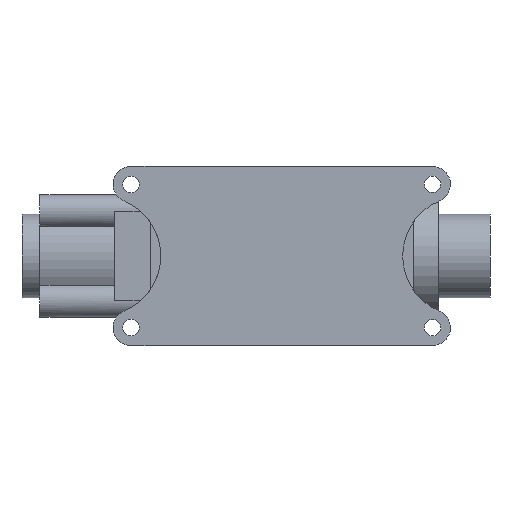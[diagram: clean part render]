
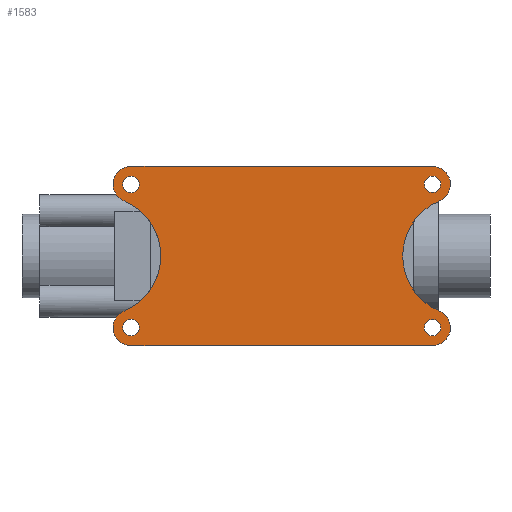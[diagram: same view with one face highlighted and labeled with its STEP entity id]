
A CAD part, front view. The second image highlights one B-rep face of the part: STEP entity #1583.
In plain terms, the highlighted planar face has unit normal (0, -1, 0).
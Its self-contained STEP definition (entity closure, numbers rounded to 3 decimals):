
#2 = CARTESIAN_POINT ( 'NONE',  ( 141., -40., -60. ) ) ;
#18 = DIRECTION ( 'NONE',  ( 0., 1., 0. ) ) ;
#43 = CARTESIAN_POINT ( 'NONE',  ( 141., -40., -48. ) ) ;
#75 = VERTEX_POINT ( 'NONE', #2811 ) ;
#79 = CARTESIAN_POINT ( 'NONE',  ( 145.615, -40., -36.923 ) ) ;
#101 = CARTESIAN_POINT ( 'NONE',  ( 141., -40., 60. ) ) ;
#133 = DIRECTION ( 'NONE',  ( 0., -1., 0. ) ) ;
#145 = VERTEX_POINT ( 'NONE', #2996 ) ;
#146 = DIRECTION ( 'NONE',  ( 0., 1., 0. ) ) ;
#164 = VECTOR ( 'NONE', #3464, 1000. ) ;
#165 = DIRECTION ( 'NONE',  ( 0., 1., 0. ) ) ;
#174 = EDGE_CURVE ( 'NONE', #145, #2058, #3206, .T. ) ;
#210 = DIRECTION ( 'NONE',  ( 0., 0., 1. ) ) ;
#244 = ORIENTED_EDGE ( 'NONE', *, *, #3916, .F. ) ;
#258 = EDGE_CURVE ( 'NONE', #833, #75, #1533, .T. ) ;
#272 = ORIENTED_EDGE ( 'NONE', *, *, #3740, .T. ) ;
#307 = CIRCLE ( 'NONE', #1274, 5.5 ) ;
#423 = VERTEX_POINT ( 'NONE', #79 ) ;
#477 = VERTEX_POINT ( 'NONE', #101 ) ;
#483 = ORIENTED_EDGE ( 'NONE', *, *, #2779, .T. ) ;
#498 = CARTESIAN_POINT ( 'NONE',  ( 141., -40., 53.5 ) ) ;
#530 = CIRCLE ( 'NONE', #3904, 5.5 ) ;
#627 = CARTESIAN_POINT ( 'NONE',  ( -61., -40., -48. ) ) ;
#635 = EDGE_LOOP ( 'NONE', ( #1252, #2750, #4143, #244, #2924, #3669, #1171, #3599 ) ) ;
#656 = LINE ( 'NONE', #2069, #164 ) ;
#724 = CARTESIAN_POINT ( 'NONE',  ( -61., -40., -48. ) ) ;
#733 = DIRECTION ( 'NONE',  ( 0., 0., 1. ) ) ;
#796 = ORIENTED_EDGE ( 'NONE', *, *, #2124, .T. ) ;
#817 = CARTESIAN_POINT ( 'NONE',  ( 141., -40., 48. ) ) ;
#833 = VERTEX_POINT ( 'NONE', #849 ) ;
#849 = CARTESIAN_POINT ( 'NONE',  ( 141., -40., -53.5 ) ) ;
#860 = FACE_BOUND ( 'NONE', #2536, .T. ) ;
#865 = VERTEX_POINT ( 'NONE', #2407 ) ;
#901 = AXIS2_PLACEMENT_3D ( 'NONE', #3364, #165, #210 ) ;
#917 = CIRCLE ( 'NONE', #4447, 5.5 ) ;
#976 = DIRECTION ( 'NONE',  ( 0., 1., 0. ) ) ;
#1043 = CIRCLE ( 'NONE', #3174, 12. ) ;
#1171 = ORIENTED_EDGE ( 'NONE', *, *, #1958, .F. ) ;
#1197 = AXIS2_PLACEMENT_3D ( 'NONE', #3715, #4367, #4021 ) ;
#1213 = FACE_BOUND ( 'NONE', #1890, .T. ) ;
#1234 = PLANE ( 'NONE',  #4250 ) ;
#1252 = ORIENTED_EDGE ( 'NONE', *, *, #1626, .F. ) ;
#1273 = EDGE_LOOP ( 'NONE', ( #4154, #4011 ) ) ;
#1274 = AXIS2_PLACEMENT_3D ( 'NONE', #1521, #3497, #2899 ) ;
#1300 = CARTESIAN_POINT ( 'NONE',  ( -65.615, -40., -36.923 ) ) ;
#1325 = DIRECTION ( 'NONE',  ( 0., 0., 1. ) ) ;
#1390 = ORIENTED_EDGE ( 'NONE', *, *, #3355, .T. ) ;
#1435 = DIRECTION ( 'NONE',  ( 0., 0., 1. ) ) ;
#1440 = CIRCLE ( 'NONE', #2600, 40. ) ;
#1445 = EDGE_CURVE ( 'NONE', #2695, #477, #3878, .T. ) ;
#1521 = CARTESIAN_POINT ( 'NONE',  ( -61., -40., 48. ) ) ;
#1533 = CIRCLE ( 'NONE', #4319, 5.5 ) ;
#1557 = CARTESIAN_POINT ( 'NONE',  ( -65.615, -40., 36.923 ) ) ;
#1566 = DIRECTION ( 'NONE',  ( 0., 0., 1. ) ) ;
#1583 = ADVANCED_FACE ( 'NONE', ( #4360, #1213, #860, #1585, #2968 ), #1234, .F. ) ;
#1585 = FACE_BOUND ( 'NONE', #1273, .T. ) ;
#1609 = CARTESIAN_POINT ( 'NONE',  ( -61., -40., 48. ) ) ;
#1626 = EDGE_CURVE ( 'NONE', #477, #4376, #3220, .T. ) ;
#1631 = DIRECTION ( 'NONE',  ( 0., 0., -1. ) ) ;
#1643 = CARTESIAN_POINT ( 'NONE',  ( -61., -40., 60. ) ) ;
#1727 = CARTESIAN_POINT ( 'NONE',  ( 145.615, -40., 36.923 ) ) ;
#1746 = DIRECTION ( 'NONE',  ( 0., 1., 0. ) ) ;
#1812 = CARTESIAN_POINT ( 'NONE',  ( 141., -40., -48. ) ) ;
#1860 = CIRCLE ( 'NONE', #4426, 5.5 ) ;
#1886 = VERTEX_POINT ( 'NONE', #1557 ) ;
#1890 = EDGE_LOOP ( 'NONE', ( #4273, #796 ) ) ;
#1911 = CIRCLE ( 'NONE', #3293, 12. ) ;
#1919 = CARTESIAN_POINT ( 'NONE',  ( -81., -40., 0. ) ) ;
#1958 = EDGE_CURVE ( 'NONE', #423, #3452, #1911, .T. ) ;
#2050 = CIRCLE ( 'NONE', #4543, 5.5 ) ;
#2058 = VERTEX_POINT ( 'NONE', #1300 ) ;
#2069 = CARTESIAN_POINT ( 'NONE',  ( -61., -40., -60. ) ) ;
#2070 = DIRECTION ( 'NONE',  ( 0., 0., 1. ) ) ;
#2124 = EDGE_CURVE ( 'NONE', #2343, #2728, #2050, .T. ) ;
#2127 = AXIS2_PLACEMENT_3D ( 'NONE', #3109, #3733, #3413 ) ;
#2138 = DIRECTION ( 'NONE',  ( 0., 1., 0. ) ) ;
#2187 = CARTESIAN_POINT ( 'NONE',  ( -61., -40., -53.5 ) ) ;
#2223 = DIRECTION ( 'NONE',  ( 0., 1., 0. ) ) ;
#2233 = VERTEX_POINT ( 'NONE', #2456 ) ;
#2234 = CIRCLE ( 'NONE', #3997, 5.5 ) ;
#2248 = DIRECTION ( 'NONE',  ( 0., 0., 1. ) ) ;
#2264 = AXIS2_PLACEMENT_3D ( 'NONE', #2340, #976, #4434 ) ;
#2340 = CARTESIAN_POINT ( 'NONE',  ( -61., -40., -48. ) ) ;
#2343 = VERTEX_POINT ( 'NONE', #3240 ) ;
#2407 = CARTESIAN_POINT ( 'NONE',  ( 141., -40., 42.5 ) ) ;
#2415 = DIRECTION ( 'NONE',  ( 0., 1., 0. ) ) ;
#2456 = CARTESIAN_POINT ( 'NONE',  ( -61., -40., 53.5 ) ) ;
#2536 = EDGE_LOOP ( 'NONE', ( #2893, #272 ) ) ;
#2591 = VERTEX_POINT ( 'NONE', #2709 ) ;
#2600 = AXIS2_PLACEMENT_3D ( 'NONE', #1919, #133, #3962 ) ;
#2626 = CARTESIAN_POINT ( 'NONE',  ( 141., -40., 48. ) ) ;
#2673 = DIRECTION ( 'NONE',  ( 0., 1., 0. ) ) ;
#2695 = VERTEX_POINT ( 'NONE', #1643 ) ;
#2709 = CARTESIAN_POINT ( 'NONE',  ( -61., -40., 42.5 ) ) ;
#2728 = VERTEX_POINT ( 'NONE', #2187 ) ;
#2733 = CIRCLE ( 'NONE', #901, 5.5 ) ;
#2750 = ORIENTED_EDGE ( 'NONE', *, *, #1445, .F. ) ;
#2779 = EDGE_CURVE ( 'NONE', #865, #4234, #1860, .T. ) ;
#2811 = CARTESIAN_POINT ( 'NONE',  ( 141., -40., -42.5 ) ) ;
#2848 = EDGE_CURVE ( 'NONE', #2233, #2591, #307, .T. ) ;
#2893 = ORIENTED_EDGE ( 'NONE', *, *, #258, .T. ) ;
#2899 = DIRECTION ( 'NONE',  ( 0., 0., 1. ) ) ;
#2924 = ORIENTED_EDGE ( 'NONE', *, *, #174, .F. ) ;
#2926 = EDGE_CURVE ( 'NONE', #1886, #2695, #1043, .T. ) ;
#2955 = EDGE_CURVE ( 'NONE', #4376, #423, #3989, .T. ) ;
#2968 = FACE_BOUND ( 'NONE', #3986, .T. ) ;
#2996 = CARTESIAN_POINT ( 'NONE',  ( -61., -40., -60. ) ) ;
#3106 = EDGE_CURVE ( 'NONE', #3452, #145, #656, .T. ) ;
#3109 = CARTESIAN_POINT ( 'NONE',  ( 141., -40., 48. ) ) ;
#3174 = AXIS2_PLACEMENT_3D ( 'NONE', #1609, #2673, #1631 ) ;
#3206 = CIRCLE ( 'NONE', #2264, 12. ) ;
#3220 = CIRCLE ( 'NONE', #2127, 12. ) ;
#3240 = CARTESIAN_POINT ( 'NONE',  ( -61., -40., -42.5 ) ) ;
#3293 = AXIS2_PLACEMENT_3D ( 'NONE', #3338, #2223, #3990 ) ;
#3338 = CARTESIAN_POINT ( 'NONE',  ( 141., -40., -48. ) ) ;
#3355 = EDGE_CURVE ( 'NONE', #4234, #865, #2733, .T. ) ;
#3364 = CARTESIAN_POINT ( 'NONE',  ( 141., -40., 48. ) ) ;
#3413 = DIRECTION ( 'NONE',  ( 0., 0., 1. ) ) ;
#3452 = VERTEX_POINT ( 'NONE', #2 ) ;
#3464 = DIRECTION ( 'NONE',  ( -1., 0., 0. ) ) ;
#3479 = CARTESIAN_POINT ( 'NONE',  ( -61., -40., 48. ) ) ;
#3497 = DIRECTION ( 'NONE',  ( 0., 1., 0. ) ) ;
#3599 = ORIENTED_EDGE ( 'NONE', *, *, #2955, .F. ) ;
#3669 = ORIENTED_EDGE ( 'NONE', *, *, #3106, .F. ) ;
#3690 = DIRECTION ( 'NONE',  ( 0., 1., 0. ) ) ;
#3715 = CARTESIAN_POINT ( 'NONE',  ( 161., -40., 0. ) ) ;
#3733 = DIRECTION ( 'NONE',  ( 0., 1., 0. ) ) ;
#3740 = EDGE_CURVE ( 'NONE', #75, #833, #2234, .T. ) ;
#3808 = VECTOR ( 'NONE', #4206, 1000. ) ;
#3832 = EDGE_CURVE ( 'NONE', #2591, #2233, #530, .T. ) ;
#3878 = LINE ( 'NONE', #4161, #3808 ) ;
#3904 = AXIS2_PLACEMENT_3D ( 'NONE', #3479, #2415, #733 ) ;
#3916 = EDGE_CURVE ( 'NONE', #2058, #1886, #1440, .T. ) ;
#3962 = DIRECTION ( 'NONE',  ( 0., 0., 1. ) ) ;
#3986 = EDGE_LOOP ( 'NONE', ( #483, #1390 ) ) ;
#3989 = CIRCLE ( 'NONE', #1197, 40. ) ;
#3990 = DIRECTION ( 'NONE',  ( 0., 0., -1. ) ) ;
#3997 = AXIS2_PLACEMENT_3D ( 'NONE', #43, #18, #1435 ) ;
#4011 = ORIENTED_EDGE ( 'NONE', *, *, #2848, .T. ) ;
#4021 = DIRECTION ( 'NONE',  ( 0., 0., -1. ) ) ;
#4143 = ORIENTED_EDGE ( 'NONE', *, *, #2926, .F. ) ;
#4154 = ORIENTED_EDGE ( 'NONE', *, *, #3832, .T. ) ;
#4161 = CARTESIAN_POINT ( 'NONE',  ( -61., -40., 60. ) ) ;
#4206 = DIRECTION ( 'NONE',  ( 1., 0., 0. ) ) ;
#4234 = VERTEX_POINT ( 'NONE', #498 ) ;
#4250 = AXIS2_PLACEMENT_3D ( 'NONE', #2626, #3690, #4406 ) ;
#4273 = ORIENTED_EDGE ( 'NONE', *, *, #4539, .T. ) ;
#4319 = AXIS2_PLACEMENT_3D ( 'NONE', #1812, #1746, #2070 ) ;
#4360 = FACE_OUTER_BOUND ( 'NONE', #635, .T. ) ;
#4367 = DIRECTION ( 'NONE',  ( 0., -1., 0. ) ) ;
#4376 = VERTEX_POINT ( 'NONE', #1727 ) ;
#4406 = DIRECTION ( 'NONE',  ( 0., 0., 1. ) ) ;
#4426 = AXIS2_PLACEMENT_3D ( 'NONE', #817, #146, #1566 ) ;
#4434 = DIRECTION ( 'NONE',  ( 0., 0., 1. ) ) ;
#4447 = AXIS2_PLACEMENT_3D ( 'NONE', #724, #2138, #2248 ) ;
#4468 = DIRECTION ( 'NONE',  ( 0., 1., 0. ) ) ;
#4539 = EDGE_CURVE ( 'NONE', #2728, #2343, #917, .T. ) ;
#4543 = AXIS2_PLACEMENT_3D ( 'NONE', #627, #4468, #1325 ) ;
